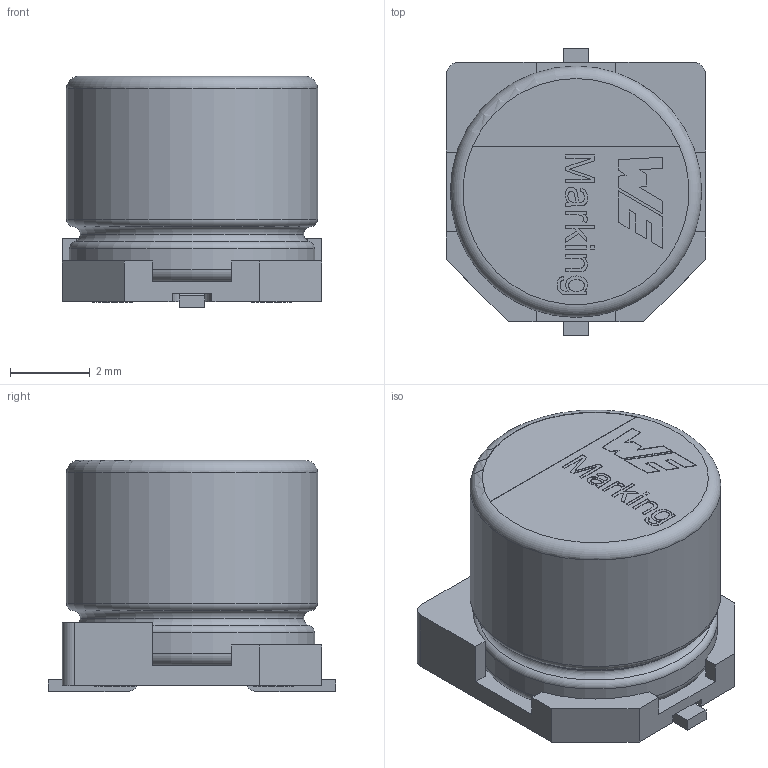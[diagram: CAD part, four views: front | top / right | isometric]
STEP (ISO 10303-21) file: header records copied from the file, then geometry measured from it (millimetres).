
FILE_DESCRIPTION(/* description */ ('Unknown'),/* implementation_level */ '2;1');
FILE_NAME(/* name */ '6.3x5.8x2.2',/* time_stamp */ '2020-02-27T08:56:29+01:00',/* author */ ('Unknown'),/* organization */ ('Unknown'),/* preprocessor_version */ 'ST-DEVELOPER v16.7',/* originating_system */ 'DEX',/* authorisation */ $);
FILE_SCHEMA (('AUTOMOTIVE_DESIGN {1 0 10303 214 3 1 1}'));
Length unit declared in the file: millimetre
Products named in the file (3): 6.3x5.8x2.2; capicitor_6.3x5.8x2.2; Base_F6_3Capacitor
Assembly tree (2 placements, depth 2):
  6.3x5.8x2.2
    capicitor_6.3x5.8x2.2
    Base_F6_3Capacitor
Bounding box: 6.5 x 7.2 x 5.8 mm (x, y, z)
Volume: 179.8 mm3; surface area: 302.2 mm2
Topology: 2 solids, 2 shells, 221 faces, 575 edges, 382 vertices
Faces by surface type: plane 153, cylinder 45, bspline 16, torus 7
Full cylindrical faces by diameter (mm): 0.787 x1, 0.9 x2, 0.913 x1, 1 x4, 1.544 x1, 1.669 x1, 3.812 x1, 3.938 x1, 4.41 x1, 5.607 x1, 6.15 x1, 6.3 x1
Entity records: 8443 total; most frequent: CARTESIAN_POINT 2027, ORIENTED_EDGE 1086, DIRECTION 946, EDGE_CURVE 543, VERTEX_POINT 374, AXIS2_PLACEMENT_3D 319, LINE 308, VECTOR 308
